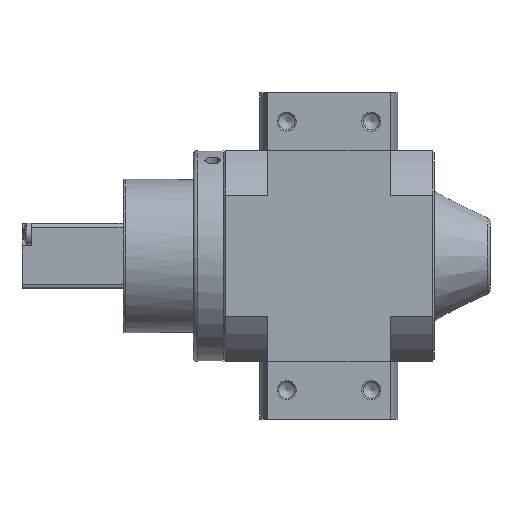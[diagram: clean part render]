
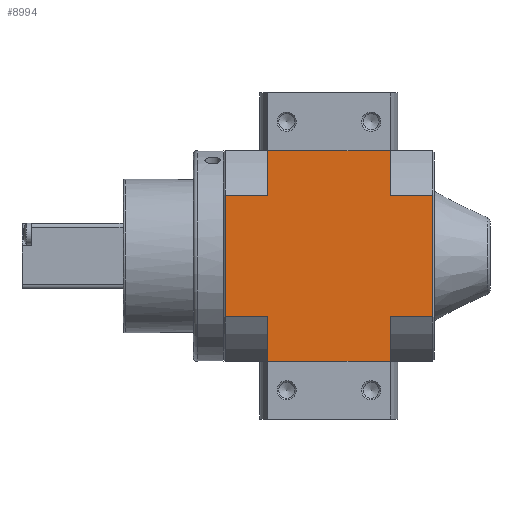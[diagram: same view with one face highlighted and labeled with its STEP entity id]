
A CAD part, left-side view. The second image highlights one B-rep face of the part: STEP entity #8994.
In plain terms, the highlighted face is planar.
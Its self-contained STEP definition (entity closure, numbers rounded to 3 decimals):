
#196=LINE('',#12791,#715);
#211=LINE('',#12887,#730);
#219=LINE('',#12902,#738);
#220=LINE('',#12905,#739);
#221=LINE('',#12907,#740);
#222=LINE('',#12908,#741);
#223=LINE('',#12910,#742);
#224=LINE('',#12912,#743);
#225=LINE('',#12914,#744);
#226=LINE('',#12916,#745);
#227=LINE('',#12917,#746);
#228=LINE('',#12919,#747);
#715=VECTOR('',#10472,1000.);
#730=VECTOR('',#10531,1000.);
#738=VECTOR('',#10541,1000.);
#739=VECTOR('',#10542,1000.);
#740=VECTOR('',#10543,1000.);
#741=VECTOR('',#10544,1000.);
#742=VECTOR('',#10545,1000.);
#743=VECTOR('',#10546,1000.);
#744=VECTOR('',#10547,1000.);
#745=VECTOR('',#10548,1000.);
#746=VECTOR('',#10549,1000.);
#747=VECTOR('',#10550,1000.);
#1207=PLANE('',#9527);
#1650=ORIENTED_EDGE('',*,*,#3555,.T.);
#1651=ORIENTED_EDGE('',*,*,#3556,.F.);
#1652=ORIENTED_EDGE('',*,*,#3557,.T.);
#1653=ORIENTED_EDGE('',*,*,#3510,.T.);
#1654=ORIENTED_EDGE('',*,*,#3558,.F.);
#1655=ORIENTED_EDGE('',*,*,#3559,.T.);
#1656=ORIENTED_EDGE('',*,*,#3560,.F.);
#1657=ORIENTED_EDGE('',*,*,#3561,.T.);
#1658=ORIENTED_EDGE('',*,*,#3562,.F.);
#1659=ORIENTED_EDGE('',*,*,#3547,.T.);
#1660=ORIENTED_EDGE('',*,*,#3563,.T.);
#1661=ORIENTED_EDGE('',*,*,#3564,.F.);
#3510=EDGE_CURVE('',#4466,#4465,#196,.T.);
#3547=EDGE_CURVE('',#4493,#4492,#211,.T.);
#3555=EDGE_CURVE('',#4499,#4500,#219,.T.);
#3556=EDGE_CURVE('',#4501,#4500,#220,.F.);
#3557=EDGE_CURVE('',#4501,#4466,#221,.T.);
#3558=EDGE_CURVE('',#4502,#4465,#222,.T.);
#3559=EDGE_CURVE('',#4502,#4503,#223,.F.);
#3560=EDGE_CURVE('',#4504,#4503,#224,.T.);
#3561=EDGE_CURVE('',#4504,#4505,#225,.T.);
#3562=EDGE_CURVE('',#4493,#4505,#226,.T.);
#3563=EDGE_CURVE('',#4492,#4506,#227,.T.);
#3564=EDGE_CURVE('',#4499,#4506,#228,.T.);
#4465=VERTEX_POINT('',#12790);
#4466=VERTEX_POINT('',#12792);
#4492=VERTEX_POINT('',#12886);
#4493=VERTEX_POINT('',#12888);
#4499=VERTEX_POINT('',#12903);
#4500=VERTEX_POINT('',#12904);
#4501=VERTEX_POINT('',#12906);
#4502=VERTEX_POINT('',#12909);
#4503=VERTEX_POINT('',#12911);
#4504=VERTEX_POINT('',#12913);
#4505=VERTEX_POINT('',#12915);
#4506=VERTEX_POINT('',#12918);
#5509=EDGE_LOOP('',(#1650,#1651,#1652,#1653,#1654,#1655,#1656,#1657,#1658,
#1659,#1660,#1661));
#6126=FACE_BOUND('',#5509,.T.);
#8994=ADVANCED_FACE('',(#6126),#1207,.T.);
#9527=AXIS2_PLACEMENT_3D('',#12901,#10539,#10540);
#10472=DIRECTION('',(0.,-1.,0.));
#10531=DIRECTION('',(0.,1.,0.));
#10539=DIRECTION('',(0.,0.,1.));
#10540=DIRECTION('',(1.,0.,0.));
#10541=DIRECTION('',(-1.,0.,0.));
#10542=DIRECTION('',(0.,-1.,0.));
#10543=DIRECTION('',(-1.,0.,0.));
#10544=DIRECTION('',(-1.,0.,0.));
#10545=DIRECTION('',(0.,1.,0.));
#10546=DIRECTION('',(-1.,0.,0.));
#10547=DIRECTION('',(0.,1.,0.));
#10548=DIRECTION('',(-1.,0.,0.));
#10549=DIRECTION('',(-1.,0.,0.));
#10550=DIRECTION('',(0.,-1.,0.));
#12790=CARTESIAN_POINT('',(-27.5,-16.,27.5));
#12791=CARTESIAN_POINT('',(-27.5,27.,27.5));
#12792=CARTESIAN_POINT('',(-27.5,16.,27.5));
#12886=CARTESIAN_POINT('',(27.5,16.,27.5));
#12887=CARTESIAN_POINT('',(27.5,-27.,27.5));
#12888=CARTESIAN_POINT('',(27.5,-16.,27.5));
#12901=CARTESIAN_POINT('',(0.,0.,27.5));
#12902=CARTESIAN_POINT('',(33.,27.,27.5));
#12903=CARTESIAN_POINT('',(15.869,27.,27.5));
#12904=CARTESIAN_POINT('',(-15.869,27.,27.5));
#12905=CARTESIAN_POINT('',(-15.869,33.,27.5));
#12906=CARTESIAN_POINT('',(-15.869,16.,27.5));
#12907=CARTESIAN_POINT('',(0.,16.,27.5));
#12908=CARTESIAN_POINT('',(0.,-16.,27.5));
#12909=CARTESIAN_POINT('',(-15.869,-16.,27.5));
#12910=CARTESIAN_POINT('',(-15.869,-33.,27.5));
#12911=CARTESIAN_POINT('',(-15.869,-27.,27.5));
#12912=CARTESIAN_POINT('',(33.,-27.,27.5));
#12913=CARTESIAN_POINT('',(15.869,-27.,27.5));
#12914=CARTESIAN_POINT('',(15.869,-33.,27.5));
#12915=CARTESIAN_POINT('',(15.869,-16.,27.5));
#12916=CARTESIAN_POINT('',(0.,-16.,27.5));
#12917=CARTESIAN_POINT('',(0.,16.,27.5));
#12918=CARTESIAN_POINT('',(15.869,16.,27.5));
#12919=CARTESIAN_POINT('',(15.869,33.,27.5));
